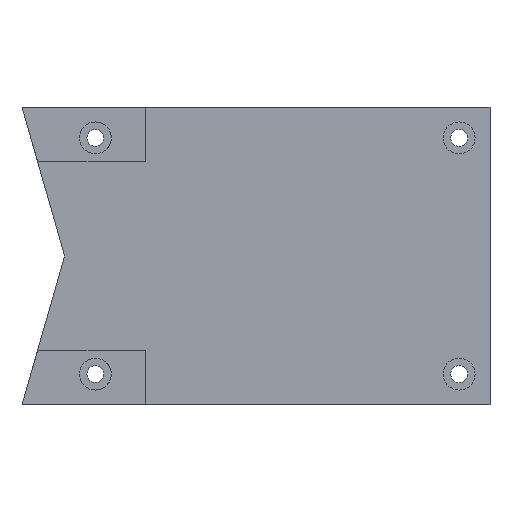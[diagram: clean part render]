
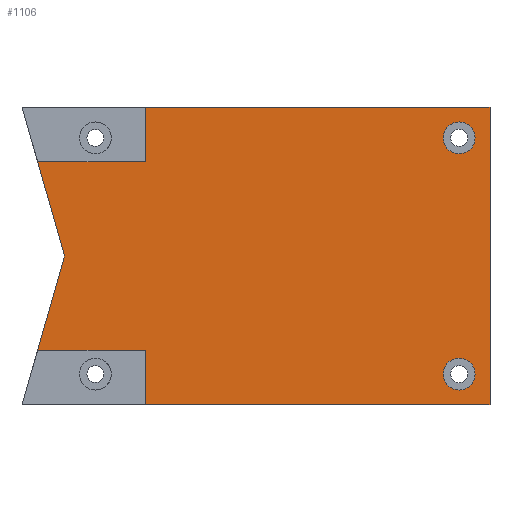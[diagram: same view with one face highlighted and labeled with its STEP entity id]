
A CAD part, front view. The second image highlights one B-rep face of the part: STEP entity #1106.
In plain terms, the highlighted planar face has unit normal (0, -1, 0).
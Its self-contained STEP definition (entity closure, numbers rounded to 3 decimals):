
#19=FACE_BOUND('',#139,.T.);
#20=FACE_BOUND('',#140,.T.);
#77=FACE_OUTER_BOUND('',#138,.T.);
#138=EDGE_LOOP('',(#809,#810,#811,#812,#813,#814,#815,#816,#817,#818,#819));
#139=EDGE_LOOP('',(#820));
#140=EDGE_LOOP('',(#821));
#247=LINE('',#1727,#360);
#248=LINE('',#1729,#361);
#249=LINE('',#1731,#362);
#250=LINE('',#1733,#363);
#251=LINE('',#1735,#364);
#252=LINE('',#1737,#365);
#253=LINE('',#1739,#366);
#254=LINE('',#1741,#367);
#255=LINE('',#1743,#368);
#256=LINE('',#1745,#369);
#257=LINE('',#1746,#370);
#360=VECTOR('',#1353,10.);
#361=VECTOR('',#1354,10.);
#362=VECTOR('',#1355,10.);
#363=VECTOR('',#1356,10.);
#364=VECTOR('',#1357,10.);
#365=VECTOR('',#1358,10.);
#366=VECTOR('',#1359,10.);
#367=VECTOR('',#1360,10.);
#368=VECTOR('',#1361,10.);
#369=VECTOR('',#1362,10.);
#370=VECTOR('',#1363,10.);
#450=CIRCLE('',#1184,3.75);
#451=CIRCLE('',#1185,3.75);
#513=VERTEX_POINT('',#1725);
#514=VERTEX_POINT('',#1726);
#515=VERTEX_POINT('',#1728);
#516=VERTEX_POINT('',#1730);
#517=VERTEX_POINT('',#1732);
#518=VERTEX_POINT('',#1734);
#519=VERTEX_POINT('',#1736);
#520=VERTEX_POINT('',#1738);
#521=VERTEX_POINT('',#1740);
#522=VERTEX_POINT('',#1742);
#523=VERTEX_POINT('',#1744);
#524=VERTEX_POINT('',#1747);
#525=VERTEX_POINT('',#1749);
#633=EDGE_CURVE('',#513,#514,#247,.T.);
#634=EDGE_CURVE('',#515,#514,#248,.F.);
#635=EDGE_CURVE('',#515,#516,#249,.T.);
#636=EDGE_CURVE('',#516,#517,#250,.T.);
#637=EDGE_CURVE('',#517,#518,#251,.T.);
#638=EDGE_CURVE('',#518,#519,#252,.T.);
#639=EDGE_CURVE('',#519,#520,#253,.T.);
#640=EDGE_CURVE('',#520,#521,#254,.T.);
#641=EDGE_CURVE('',#521,#522,#255,.T.);
#642=EDGE_CURVE('',#523,#522,#256,.F.);
#643=EDGE_CURVE('',#523,#513,#257,.T.);
#644=EDGE_CURVE('',#524,#524,#450,.T.);
#645=EDGE_CURVE('',#525,#525,#451,.T.);
#809=ORIENTED_EDGE('',*,*,#633,.T.);
#810=ORIENTED_EDGE('',*,*,#634,.F.);
#811=ORIENTED_EDGE('',*,*,#635,.T.);
#812=ORIENTED_EDGE('',*,*,#636,.T.);
#813=ORIENTED_EDGE('',*,*,#637,.T.);
#814=ORIENTED_EDGE('',*,*,#638,.T.);
#815=ORIENTED_EDGE('',*,*,#639,.T.);
#816=ORIENTED_EDGE('',*,*,#640,.T.);
#817=ORIENTED_EDGE('',*,*,#641,.T.);
#818=ORIENTED_EDGE('',*,*,#642,.F.);
#819=ORIENTED_EDGE('',*,*,#643,.T.);
#820=ORIENTED_EDGE('',*,*,#644,.T.);
#821=ORIENTED_EDGE('',*,*,#645,.T.);
#1060=PLANE('',#1183);
#1106=ADVANCED_FACE('',(#77,#19,#20),#1060,.F.);
#1183=AXIS2_PLACEMENT_3D('',#1724,#1351,#1352);
#1184=AXIS2_PLACEMENT_3D('',#1748,#1364,#1365);
#1185=AXIS2_PLACEMENT_3D('',#1750,#1366,#1367);
#1351=DIRECTION('center_axis',(0.,1.,0.));
#1352=DIRECTION('ref_axis',(0.,0.,-1.));
#1353=DIRECTION('',(-0.275,0.,-0.962));
#1354=DIRECTION('',(0.276,0.,0.961));
#1355=DIRECTION('',(1.,0.,0.));
#1356=DIRECTION('',(0.,0.,-1.));
#1357=DIRECTION('',(1.,0.,0.));
#1358=DIRECTION('',(0.,0.,1.));
#1359=DIRECTION('',(-1.,0.,0.));
#1360=DIRECTION('',(0.,0.,-1.));
#1361=DIRECTION('',(-1.,0.,0.));
#1362=DIRECTION('',(-0.276,0.,0.961));
#1363=DIRECTION('',(0.275,0.,-0.962));
#1364=DIRECTION('center_axis',(0.,1.,0.));
#1365=DIRECTION('ref_axis',(1.,0.,0.));
#1366=DIRECTION('center_axis',(0.,1.,0.));
#1367=DIRECTION('ref_axis',(1.,0.,0.));
#1724=CARTESIAN_POINT('Origin',(-31.,0.,-22.15));
#1725=CARTESIAN_POINT('',(-50.,0.,0.));
#1726=CARTESIAN_POINT('',(-60.,0.,-35.));
#1727=CARTESIAN_POINT('',(-48.113,0.,6.604));
#1728=CARTESIAN_POINT('',(-56.315,0.,-22.15));
#1729=CARTESIAN_POINT('',(-56.31,0.,-22.133));
#1730=CARTESIAN_POINT('',(-31.,0.,-22.15));
#1731=CARTESIAN_POINT('',(-15.5,0.,-22.15));
#1732=CARTESIAN_POINT('',(-31.,0.,-35.));
#1733=CARTESIAN_POINT('',(-31.,0.,-14.288));
#1734=CARTESIAN_POINT('',(50.,0.,-35.));
#1735=CARTESIAN_POINT('',(-50.,0.,-35.));
#1736=CARTESIAN_POINT('',(50.,0.,35.));
#1737=CARTESIAN_POINT('',(50.,0.,-35.));
#1738=CARTESIAN_POINT('',(-31.,0.,35.));
#1739=CARTESIAN_POINT('',(-50.,0.,35.));
#1740=CARTESIAN_POINT('',(-31.,0.,22.15));
#1741=CARTESIAN_POINT('',(-31.,0.,14.288));
#1742=CARTESIAN_POINT('',(-56.315,0.,22.15));
#1743=CARTESIAN_POINT('',(-15.5,0.,22.15));
#1744=CARTESIAN_POINT('',(-60.,0.,35.));
#1745=CARTESIAN_POINT('',(-58.013,0.,28.07));
#1746=CARTESIAN_POINT('',(-53.113,0.,10.896));
#1747=CARTESIAN_POINT('',(39.,0.,27.75));
#1748=CARTESIAN_POINT('Origin',(42.75,0.,27.75));
#1749=CARTESIAN_POINT('',(39.,0.,-27.75));
#1750=CARTESIAN_POINT('Origin',(42.75,0.,-27.75));
